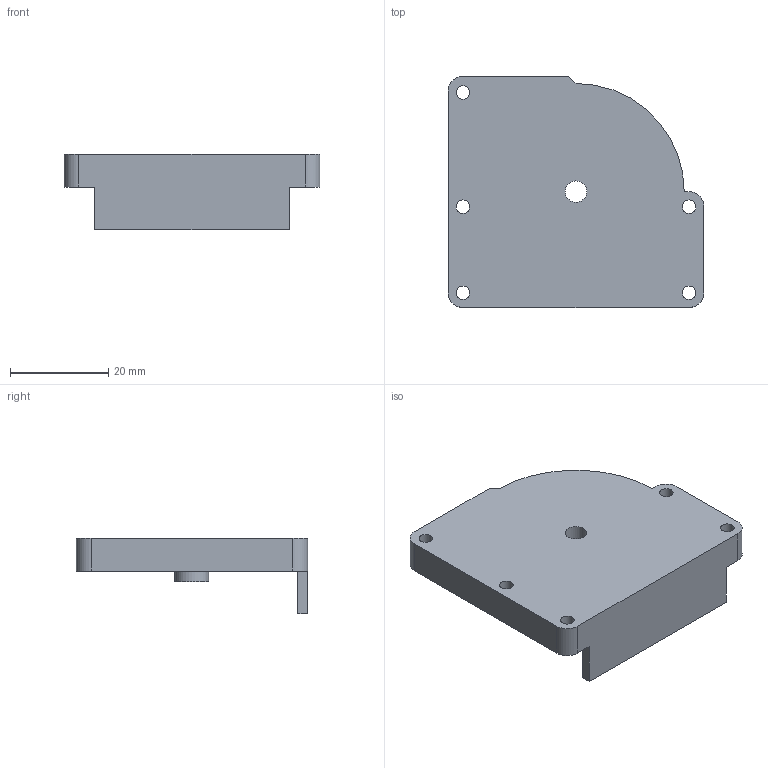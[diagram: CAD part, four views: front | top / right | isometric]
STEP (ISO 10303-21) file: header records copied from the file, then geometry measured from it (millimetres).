
FILE_DESCRIPTION(/* description */ ('Alibre Inc.'),/* implementation_level */ '2;1');
FILE_NAME(/* name */ 'export-85E5CB4F-9DC5-4400-B56A-16E9F74C7DF2',/* time_stamp */ '2024-09-19T07:25:37+02:00',/* author */ (''),/* organization */ (''),/* preprocessor_version */ 'ST-DEVELOPER v17',/* originating_system */ 'Alibre',/* authorisation */ '');
FILE_SCHEMA (('AUTOMOTIVE_DESIGN'));
Length unit declared in the file: millimetre
Bounding box: 52 x 47 x 15.4 mm (x, y, z)
Volume: 11058.8 mm3; surface area: 7200.3 mm2
Topology: 1 solids, 1 shells, 33 faces, 90 edges, 60 vertices
Faces by surface type: plane 19, cylinder 14
Full cylindrical faces by diameter (mm): 2.75 x5, 4.4 x1, 6.9 x1
Entity records: 1033 total; most frequent: CARTESIAN_POINT 175, ORIENTED_EDGE 166, DIRECTION 157, EDGE_CURVE 83, AXIS2_PLACEMENT_3D 61, VERTEX_POINT 60, VECTOR 54, LINE 54
